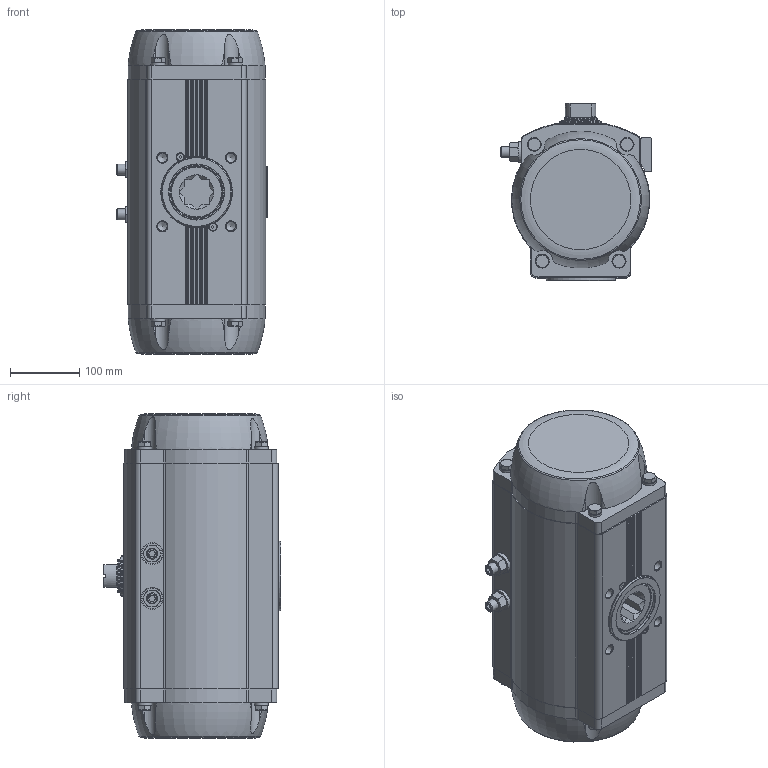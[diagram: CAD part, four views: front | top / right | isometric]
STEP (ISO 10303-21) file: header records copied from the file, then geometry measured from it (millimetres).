
FILE_DESCRIPTION(/* description */ ('STEP AP214'),/* implementation_level */ '2;1');
FILE_NAME(/* name */ '8102893_DFPD-N-900-RP-90-RS60-F14-R3-C',/* time_stamp */ '2024-08-15T20:53:31+02:00',/* author */ ('License CC BY-ND 4.0'),/* organization */ ('CADENAS'),/* preprocessor_version */ 'ST-DEVELOPER v19.3',/* originating_system */ 'PARTsolutions',/* authorisation */ ' ');
FILE_SCHEMA (('AUTOMOTIVE_DESIGN {1 0 10303 214 3 1 1}'));
Length unit declared in the file: millimetre
Products named in the file (7): 8102893 DFPD-N-900-RP-90-RS60-F14-R3-C---(0); 8042194 DFPD-N-900-90-RS-F14-C-----(housing); 8042194 DFPD-900(F14_0)---(shaft); 5235794 SCHEIBE 16.3X30X5-1.4301; DIN 934 - M16(F); 8088530 DFPD-900/1200-C--(adj); 8101073 DFPD-CTR-F14--(ctr)
Assembly tree (9 placements, depth 2):
  8102893 DFPD-N-900-RP-90-RS60-F14-R3-C---(0)
    8042194 DFPD-N-900-90-RS-F14-C-----(housing)
    8042194 DFPD-900(F14_0)---(shaft)
    5235794 SCHEIBE 16.3X30X5-1.4301  x2
    DIN 934 - M16(F)  x2
    8088530 DFPD-900/1200-C--(adj)  x2
    8101073 DFPD-CTR-F14--(ctr)
Bounding box: 217.33 x 256.7 x 469.6 mm (x, y, z)
Volume: 16616920.9 mm3; surface area: 570151 mm2
Topology: 9 solids, 9 shells, 715 faces, 1750 edges, 1116 vertices
Faces by surface type: plane 345, cylinder 191, cone 133, torus 44, sphere 2
Full cylindrical faces by diameter (mm): 2.5 x2, 4.134 x8, 4.917 x1, 8.5 x2, 10 x2, 10.57 x2, 13.835 x8, 16 x2, 16.3 x2, 20 x8, 22.5 x2, 30 x2, 32 x2, 45.5 x1, 48 x2, 48.2 x1, 50.8 x1, 53 x1, 58.5 x1, 60 x2, 71.5 x2, 74.4 x1, 74.6 x1, 76.6 x1, 80 x1, 86 x1, 100 x1, 103 x2
Entity records: 19938 total; most frequent: CARTESIAN_POINT 4352, DIRECTION 3204, ORIENTED_EDGE 2986, EDGE_CURVE 1493, AXIS2_PLACEMENT_3D 1255, VERTEX_POINT 1049, FACE_BOUND 924, EDGE_LOOP 911
